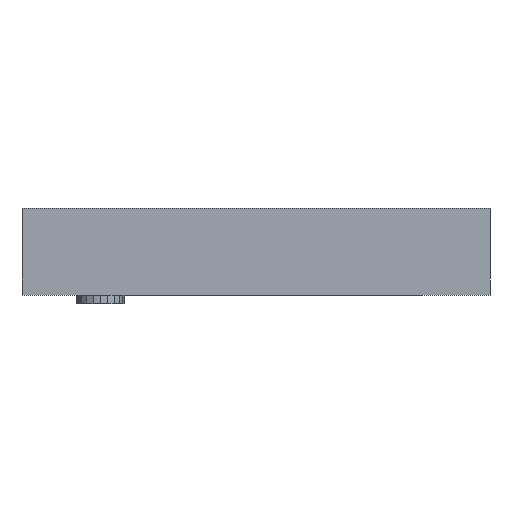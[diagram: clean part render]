
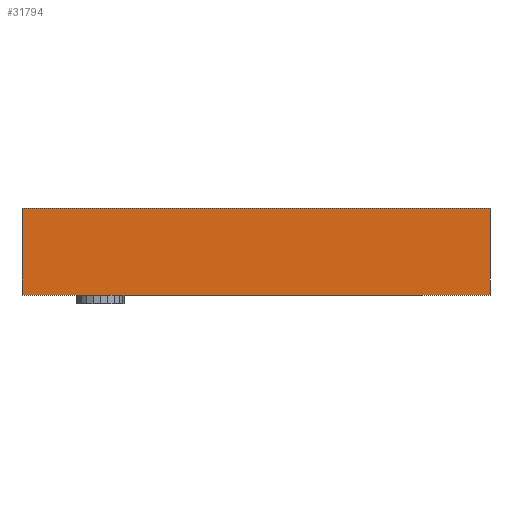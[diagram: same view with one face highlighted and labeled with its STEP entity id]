
A CAD part, front view. The second image highlights one B-rep face of the part: STEP entity #31794.
In plain terms, the highlighted planar face has unit normal (0, -1, 0).
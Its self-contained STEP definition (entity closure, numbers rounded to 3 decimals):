
#12476 = PLANE('',#12477);
#12477 = AXIS2_PLACEMENT_3D('',#12478,#12479,#12480);
#12478 = CARTESIAN_POINT('',(0.,0.,0.));
#12479 = DIRECTION('',(0.,0.,1.));
#12480 = DIRECTION('',(1.,0.,0.));
#20753 = VERTEX_POINT('',#20754);
#20754 = CARTESIAN_POINT('',(0.,0.,0.));
#20770 = PLANE('',#20771);
#20771 = AXIS2_PLACEMENT_3D('',#20772,#20773,#20774);
#20772 = CARTESIAN_POINT('',(0.,0.,0.));
#20773 = DIRECTION('',(1.,0.,0.));
#20774 = DIRECTION('',(0.,0.,1.));
#20782 = EDGE_CURVE('',#20753,#20783,#20785,.T.);
#20783 = VERTEX_POINT('',#20784);
#20784 = CARTESIAN_POINT('',(108.7,0.,0.));
#20785 = SURFACE_CURVE('',#20786,(#20790,#20797),.PCURVE_S1.);
#20786 = LINE('',#20787,#20788);
#20787 = CARTESIAN_POINT('',(0.,0.,0.));
#20788 = VECTOR('',#20789,1.);
#20789 = DIRECTION('',(1.,0.,0.));
#20790 = PCURVE('',#12476,#20791);
#20791 = DEFINITIONAL_REPRESENTATION('',(#20792),#20796);
#20792 = LINE('',#20793,#20794);
#20793 = CARTESIAN_POINT('',(0.,0.));
#20794 = VECTOR('',#20795,1.);
#20795 = DIRECTION('',(1.,0.));
#20796 = ( GEOMETRIC_REPRESENTATION_CONTEXT(2) 
PARAMETRIC_REPRESENTATION_CONTEXT() REPRESENTATION_CONTEXT('2D SPACE',''
  ) );
#20797 = PCURVE('',#20798,#20803);
#20798 = PLANE('',#20799);
#20799 = AXIS2_PLACEMENT_3D('',#20800,#20801,#20802);
#20800 = CARTESIAN_POINT('',(0.,0.,0.));
#20801 = DIRECTION('',(0.,1.,0.));
#20802 = DIRECTION('',(0.,0.,1.));
#20803 = DEFINITIONAL_REPRESENTATION('',(#20804),#20808);
#20804 = LINE('',#20805,#20806);
#20805 = CARTESIAN_POINT('',(0.,0.));
#20806 = VECTOR('',#20807,1.);
#20807 = DIRECTION('',(0.,1.));
#20808 = ( GEOMETRIC_REPRESENTATION_CONTEXT(2) 
PARAMETRIC_REPRESENTATION_CONTEXT() REPRESENTATION_CONTEXT('2D SPACE',''
  ) );
#20826 = PLANE('',#20827);
#20827 = AXIS2_PLACEMENT_3D('',#20828,#20829,#20830);
#20828 = CARTESIAN_POINT('',(108.7,0.,0.));
#20829 = DIRECTION('',(1.,0.,0.));
#20830 = DIRECTION('',(0.,0.,1.));
#31465 = VERTEX_POINT('',#31466);
#31466 = CARTESIAN_POINT('',(0.,0.,20.2));
#31482 = PLANE('',#31483);
#31483 = AXIS2_PLACEMENT_3D('',#31484,#31485,#31486);
#31484 = CARTESIAN_POINT('',(0.,0.,20.2));
#31485 = DIRECTION('',(0.,0.,1.));
#31486 = DIRECTION('',(1.,0.,0.));
#31494 = EDGE_CURVE('',#20753,#31465,#31495,.T.);
#31495 = SURFACE_CURVE('',#31496,(#31500,#31507),.PCURVE_S1.);
#31496 = LINE('',#31497,#31498);
#31497 = CARTESIAN_POINT('',(0.,0.,0.));
#31498 = VECTOR('',#31499,1.);
#31499 = DIRECTION('',(0.,0.,1.));
#31500 = PCURVE('',#20770,#31501);
#31501 = DEFINITIONAL_REPRESENTATION('',(#31502),#31506);
#31502 = LINE('',#31503,#31504);
#31503 = CARTESIAN_POINT('',(0.,0.));
#31504 = VECTOR('',#31505,1.);
#31505 = DIRECTION('',(1.,0.));
#31506 = ( GEOMETRIC_REPRESENTATION_CONTEXT(2) 
PARAMETRIC_REPRESENTATION_CONTEXT() REPRESENTATION_CONTEXT('2D SPACE',''
  ) );
#31507 = PCURVE('',#20798,#31508);
#31508 = DEFINITIONAL_REPRESENTATION('',(#31509),#31513);
#31509 = LINE('',#31510,#31511);
#31510 = CARTESIAN_POINT('',(0.,0.));
#31511 = VECTOR('',#31512,1.);
#31512 = DIRECTION('',(1.,0.));
#31513 = ( GEOMETRIC_REPRESENTATION_CONTEXT(2) 
PARAMETRIC_REPRESENTATION_CONTEXT() REPRESENTATION_CONTEXT('2D SPACE',''
  ) );
#31794 = ADVANCED_FACE('',(#31795),#20798,.F.);
#31795 = FACE_BOUND('',#31796,.F.);
#31796 = EDGE_LOOP('',(#31797,#31798,#31799,#31822));
#31797 = ORIENTED_EDGE('',*,*,#20782,.F.);
#31798 = ORIENTED_EDGE('',*,*,#31494,.T.);
#31799 = ORIENTED_EDGE('',*,*,#31800,.T.);
#31800 = EDGE_CURVE('',#31465,#31801,#31803,.T.);
#31801 = VERTEX_POINT('',#31802);
#31802 = CARTESIAN_POINT('',(108.7,0.,20.2));
#31803 = SURFACE_CURVE('',#31804,(#31808,#31815),.PCURVE_S1.);
#31804 = LINE('',#31805,#31806);
#31805 = CARTESIAN_POINT('',(0.,0.,20.2));
#31806 = VECTOR('',#31807,1.);
#31807 = DIRECTION('',(1.,0.,0.));
#31808 = PCURVE('',#20798,#31809);
#31809 = DEFINITIONAL_REPRESENTATION('',(#31810),#31814);
#31810 = LINE('',#31811,#31812);
#31811 = CARTESIAN_POINT('',(20.2,0.));
#31812 = VECTOR('',#31813,1.);
#31813 = DIRECTION('',(0.,1.));
#31814 = ( GEOMETRIC_REPRESENTATION_CONTEXT(2) 
PARAMETRIC_REPRESENTATION_CONTEXT() REPRESENTATION_CONTEXT('2D SPACE',''
  ) );
#31815 = PCURVE('',#31482,#31816);
#31816 = DEFINITIONAL_REPRESENTATION('',(#31817),#31821);
#31817 = LINE('',#31818,#31819);
#31818 = CARTESIAN_POINT('',(0.,0.));
#31819 = VECTOR('',#31820,1.);
#31820 = DIRECTION('',(1.,0.));
#31821 = ( GEOMETRIC_REPRESENTATION_CONTEXT(2) 
PARAMETRIC_REPRESENTATION_CONTEXT() REPRESENTATION_CONTEXT('2D SPACE',''
  ) );
#31822 = ORIENTED_EDGE('',*,*,#31823,.F.);
#31823 = EDGE_CURVE('',#20783,#31801,#31824,.T.);
#31824 = SURFACE_CURVE('',#31825,(#31829,#31836),.PCURVE_S1.);
#31825 = LINE('',#31826,#31827);
#31826 = CARTESIAN_POINT('',(108.7,0.,0.));
#31827 = VECTOR('',#31828,1.);
#31828 = DIRECTION('',(0.,0.,1.));
#31829 = PCURVE('',#20798,#31830);
#31830 = DEFINITIONAL_REPRESENTATION('',(#31831),#31835);
#31831 = LINE('',#31832,#31833);
#31832 = CARTESIAN_POINT('',(0.,108.7));
#31833 = VECTOR('',#31834,1.);
#31834 = DIRECTION('',(1.,0.));
#31835 = ( GEOMETRIC_REPRESENTATION_CONTEXT(2) 
PARAMETRIC_REPRESENTATION_CONTEXT() REPRESENTATION_CONTEXT('2D SPACE',''
  ) );
#31836 = PCURVE('',#20826,#31837);
#31837 = DEFINITIONAL_REPRESENTATION('',(#31838),#31842);
#31838 = LINE('',#31839,#31840);
#31839 = CARTESIAN_POINT('',(0.,0.));
#31840 = VECTOR('',#31841,1.);
#31841 = DIRECTION('',(1.,0.));
#31842 = ( GEOMETRIC_REPRESENTATION_CONTEXT(2) 
PARAMETRIC_REPRESENTATION_CONTEXT() REPRESENTATION_CONTEXT('2D SPACE',''
  ) );
